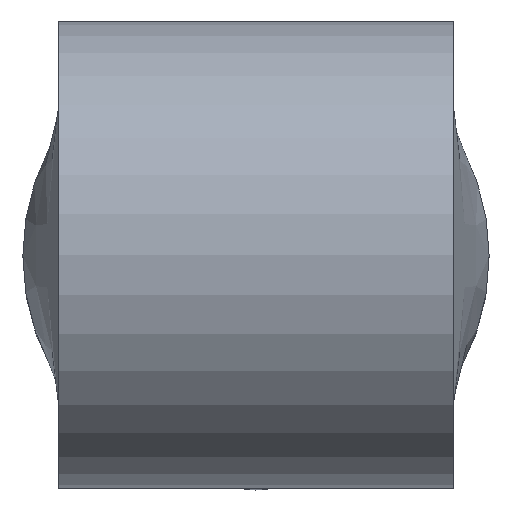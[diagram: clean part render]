
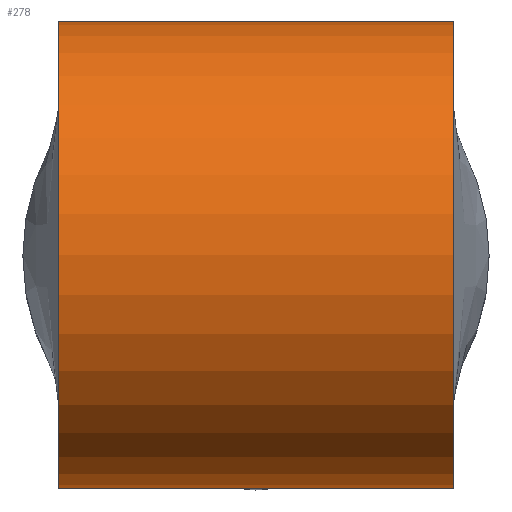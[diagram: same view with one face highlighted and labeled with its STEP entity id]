
A CAD part, top view. The second image highlights one B-rep face of the part: STEP entity #278.
In plain terms, the highlighted cylindrical face has radius 32.5 mm (diameter 65 mm), a partial arc.
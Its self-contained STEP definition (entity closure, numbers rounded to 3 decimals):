
#36=FACE_OUTER_BOUND('',#50,.T.);
#50=EDGE_LOOP('',(#250,#251,#252,#253));
#72=LINE('',#638,#94);
#73=LINE('',#642,#95);
#94=VECTOR('',#395,10.);
#95=VECTOR('',#400,10.);
#113=CIRCLE('',#322,32.5);
#114=CIRCLE('',#325,32.5);
#141=VERTEX_POINT('',#630);
#142=VERTEX_POINT('',#632);
#143=VERTEX_POINT('',#636);
#144=VERTEX_POINT('',#640);
#178=EDGE_CURVE('',#141,#142,#113,.T.);
#181=EDGE_CURVE('',#141,#143,#72,.T.);
#182=EDGE_CURVE('',#144,#143,#114,.T.);
#183=EDGE_CURVE('',#142,#144,#73,.T.);
#250=ORIENTED_EDGE('',*,*,#181,.T.);
#251=ORIENTED_EDGE('',*,*,#182,.F.);
#252=ORIENTED_EDGE('',*,*,#183,.F.);
#253=ORIENTED_EDGE('',*,*,#178,.F.);
#267=CYLINDRICAL_SURFACE('',#324,32.5);
#278=ADVANCED_FACE('',(#36),#267,.T.);
#322=AXIS2_PLACEMENT_3D('',#633,#389,#390);
#324=AXIS2_PLACEMENT_3D('',#639,#396,#397);
#325=AXIS2_PLACEMENT_3D('',#641,#398,#399);
#389=DIRECTION('center_axis',(-1.,0.,0.));
#390=DIRECTION('ref_axis',(0.,1.,0.));
#395=DIRECTION('',(1.,0.,0.));
#396=DIRECTION('center_axis',(1.,0.,0.));
#397=DIRECTION('ref_axis',(0.,1.,0.));
#398=DIRECTION('center_axis',(1.,0.,0.));
#399=DIRECTION('ref_axis',(0.,1.,0.));
#400=DIRECTION('',(1.,0.,0.));
#630=CARTESIAN_POINT('',(-27.5,-32.5,0.));
#632=CARTESIAN_POINT('',(-27.5,32.5,0.));
#633=CARTESIAN_POINT('Origin',(-27.5,0.,0.));
#636=CARTESIAN_POINT('',(27.5,-32.5,0.));
#638=CARTESIAN_POINT('',(0.,-32.5,0.));
#639=CARTESIAN_POINT('Origin',(0.,0.,0.));
#640=CARTESIAN_POINT('',(27.5,32.5,0.));
#641=CARTESIAN_POINT('Origin',(27.5,0.,0.));
#642=CARTESIAN_POINT('',(0.,32.5,0.));
